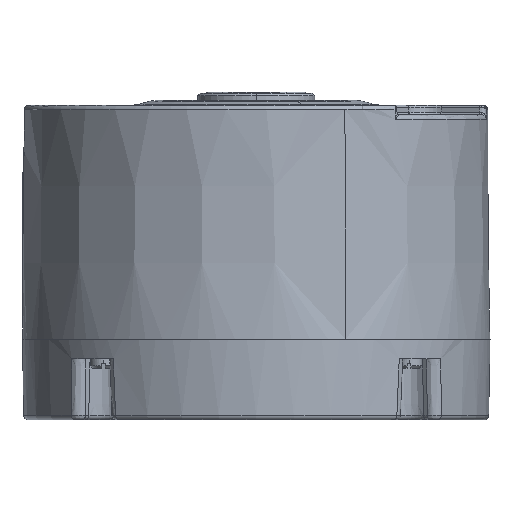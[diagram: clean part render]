
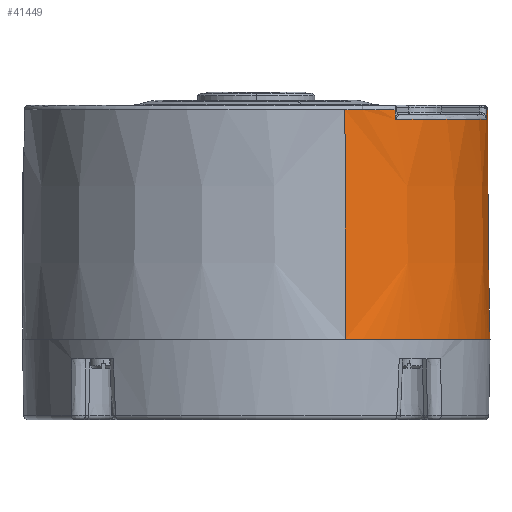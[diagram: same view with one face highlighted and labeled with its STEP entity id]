
A CAD part, front view. The second image highlights one B-rep face of the part: STEP entity #41449.
In plain terms, the highlighted conical face has half-angle 0.5 degrees and reference radius 49.531 mm.
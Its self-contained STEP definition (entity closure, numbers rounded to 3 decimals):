
#13470=CARTESIAN_POINT('',(29.62,-39.454,
-40.591));
#13492=CARTESIAN_POINT('',(29.542,-39.491,
-38.591));
#13516=CARTESIAN_POINT('',(0.,0.,-87.4));
#13517=DIRECTION('',(0.,0.,-1.));
#13518=DIRECTION('',(-0.383,0.924,0.));
#13519=AXIS2_PLACEMENT_3D('',#13516,#13517,#13518);
#13521=CARTESIAN_POINT('',(-15.09,47.4,-87.4));
#13522=CARTESIAN_POINT('',(-15.056,47.4,-86.239));
#13523=CARTESIAN_POINT('',(-14.989,47.4,-83.929));
#13524=CARTESIAN_POINT('',(-14.89,47.4,-80.495));
#13525=CARTESIAN_POINT('',(-14.824,47.4,-78.228));
#13526=CARTESIAN_POINT('',(-14.791,47.4,-77.1));
#13528=CARTESIAN_POINT('',(0.,0.,-77.1));
#13529=DIRECTION('',(0.,0.,-1.));
#13530=DIRECTION('',(-0.298,0.955,0.));
#13531=AXIS2_PLACEMENT_3D('',#13528,#13529,#13530);
#13533=CARTESIAN_POINT('',(14.791,47.4,-77.1));
#13534=CARTESIAN_POINT('',(14.824,47.4,-78.228));
#13535=CARTESIAN_POINT('',(14.89,47.4,-80.495));
#13536=CARTESIAN_POINT('',(14.989,47.4,-83.929));
#13537=CARTESIAN_POINT('',(15.056,47.4,-86.239));
#13538=CARTESIAN_POINT('',(15.09,47.4,-87.4));
#13540=CARTESIAN_POINT('',(0.,0.,-87.4));
#13541=DIRECTION('',(0.,0.,-1.));
#13542=DIRECTION('',(0.303,0.953,0.));
#13543=AXIS2_PLACEMENT_3D('',#13540,#13541,#13542);
#13545=DIRECTION('',(0.003,-0.008,-1.));
#13546=VECTOR('',#13545,48.811);
#13547=CARTESIAN_POINT('',(18.873,-45.564,
-38.591));
#13548=LINE('',#13547,#13546);
#13549=CARTESIAN_POINT('',(0.,0.,-38.591));
#13550=DIRECTION('',(0.,0.,1.));
#13551=DIRECTION('',(0.383,-0.924,0.));
#13552=AXIS2_PLACEMENT_3D('',#13549,#13550,#13551);
#13554=CARTESIAN_POINT('',(29.542,-39.491,
-38.591));
#13555=CARTESIAN_POINT('',(29.55,-39.487,
-38.813));
#13556=CARTESIAN_POINT('',(29.568,-39.479,
-39.258));
#13557=CARTESIAN_POINT('',(29.594,-39.466,
-39.924));
#13558=CARTESIAN_POINT('',(29.612,-39.458,
-40.369));
#13559=CARTESIAN_POINT('',(29.62,-39.454,
-40.591));
#13561=CARTESIAN_POINT('',(0.,0.,-40.591));
#13562=DIRECTION('',(0.,0.,1.));
#13563=DIRECTION('',(0.6,-0.8,0.));
#13564=AXIS2_PLACEMENT_3D('',#13561,#13562,#13563);
#13566=CARTESIAN_POINT('',(48.978,-5.925,
-40.591));
#13567=CARTESIAN_POINT('',(48.978,-5.915,
-40.369));
#13568=CARTESIAN_POINT('',(48.976,-5.896,
-39.924));
#13569=CARTESIAN_POINT('',(48.974,-5.867,
-39.258));
#13570=CARTESIAN_POINT('',(48.972,-5.848,
-38.813));
#13571=CARTESIAN_POINT('',(48.971,-5.838,
-38.591));
#13573=CARTESIAN_POINT('',(0.,0.,-38.591));
#13574=DIRECTION('',(0.,0.,1.));
#13575=DIRECTION('',(0.993,-0.118,0.));
#13576=AXIS2_PLACEMENT_3D('',#13573,#13574,#13575);
#13578=DIRECTION('',(-0.003,0.008,-1.));
#13579=VECTOR('',#13578,48.811);
#13580=CARTESIAN_POINT('',(-18.873,45.564,
-38.591));
#13581=LINE('',#13580,#13579);
#13608=CARTESIAN_POINT('',(48.978,-5.925,
-40.591));
#13753=CARTESIAN_POINT('',(48.971,-5.838,
-38.591));
#25760=CARTESIAN_POINT('',(-18.873,45.564,
-38.591));
#25761=CARTESIAN_POINT('',(18.873,-45.564,
-38.591));
#25762=VERTEX_POINT('',#25760);
#25763=VERTEX_POINT('',#25761);
#25765=VERTEX_POINT('',#13470);
#25791=VERTEX_POINT('',#13608);
#25793=VERTEX_POINT('',#13492);
#25819=VERTEX_POINT('',#13753);
#26517=CARTESIAN_POINT('',(-14.791,47.4,-77.1));
#26518=CARTESIAN_POINT('',(14.791,47.4,-77.1));
#26519=VERTEX_POINT('',#26517);
#26520=VERTEX_POINT('',#26518);
#27548=CARTESIAN_POINT('',(19.036,-45.957,
-87.4));
#27549=CARTESIAN_POINT('',(-19.036,45.957,
-87.4));
#27550=VERTEX_POINT('',#27548);
#27551=VERTEX_POINT('',#27549);
#27552=CARTESIAN_POINT('',(-15.09,47.4,-87.4));
#27553=VERTEX_POINT('',#27552);
#27554=CARTESIAN_POINT('',(15.09,47.4,-87.4));
#27555=VERTEX_POINT('',#27554);
#41425=CARTESIAN_POINT('',(0.,0.,-62.996));
#41426=DIRECTION('',(0.,0.,-1.));
#41427=DIRECTION('',(0.383,-0.924,0.));
#41428=AXIS2_PLACEMENT_3D('',#41425,#41426,#41427);
#41429=CONICAL_SURFACE('',#41428,49.531,0.5);
#41430=ORIENTED_EDGE('',*,*,#31225,.T.);
#41432=ORIENTED_EDGE('',*,*,#41431,.T.);
#41434=ORIENTED_EDGE('',*,*,#41433,.T.);
#41436=ORIENTED_EDGE('',*,*,#41435,.T.);
#41437=ORIENTED_EDGE('',*,*,#31221,.T.);
#41438=ORIENTED_EDGE('',*,*,#31179,.F.);
#41439=ORIENTED_EDGE('',*,*,#41414,.T.);
#41440=ORIENTED_EDGE('',*,*,#41355,.T.);
#41442=ORIENTED_EDGE('',*,*,#41441,.T.);
#41444=ORIENTED_EDGE('',*,*,#41443,.T.);
#41445=ORIENTED_EDGE('',*,*,#41417,.T.);
#41446=ORIENTED_EDGE('',*,*,#31175,.T.);
#41447=EDGE_LOOP('',(#41430,#41432,#41434,#41436,#41437,#41438,#41439,#41440,
#41442,#41444,#41445,#41446));
#41448=FACE_OUTER_BOUND('',#41447,.F.);
#13520=CIRCLE('',#13519,49.744);
#13527=B_SPLINE_CURVE_WITH_KNOTS('',3,(#13521,#13522,#13523,#13524,#13525,
#13526),.UNSPECIFIED.,.F.,.F.,(4,1,1,4),(0.,0.333,
0.667,1.),.UNSPECIFIED.);
#13532=CIRCLE('',#13531,49.654);
#13539=B_SPLINE_CURVE_WITH_KNOTS('',3,(#13533,#13534,#13535,#13536,#13537,
#13538),.UNSPECIFIED.,.F.,.F.,(4,1,1,4),(0.,0.333,
0.667,1.),.UNSPECIFIED.);
#13544=CIRCLE('',#13543,49.744);
#13553=CIRCLE('',#13552,49.318);
#13560=B_SPLINE_CURVE_WITH_KNOTS('',3,(#13554,#13555,#13556,#13557,#13558,
#13559),.UNSPECIFIED.,.F.,.F.,(4,1,1,4),(0.,0.333,
0.667,1.),.UNSPECIFIED.);
#13565=CIRCLE('',#13564,49.335);
#13572=B_SPLINE_CURVE_WITH_KNOTS('',3,(#13566,#13567,#13568,#13569,#13570,
#13571),.UNSPECIFIED.,.F.,.F.,(4,1,1,4),(0.,0.333,
0.667,1.),.UNSPECIFIED.);
#13577=CIRCLE('',#13576,49.318);
#31175=EDGE_CURVE('',#25762,#27551,#13581,.T.);
#31179=EDGE_CURVE('',#25763,#27550,#13548,.T.);
#31221=EDGE_CURVE('',#27555,#27550,#13544,.T.);
#31225=EDGE_CURVE('',#27551,#27553,#13520,.T.);
#41355=EDGE_CURVE('',#25793,#25765,#13560,.T.);
#41414=EDGE_CURVE('',#25763,#25793,#13553,.T.);
#41417=EDGE_CURVE('',#25819,#25762,#13577,.T.);
#41431=EDGE_CURVE('',#27553,#26519,#13527,.T.);
#41433=EDGE_CURVE('',#26519,#26520,#13532,.T.);
#41435=EDGE_CURVE('',#26520,#27555,#13539,.T.);
#41441=EDGE_CURVE('',#25765,#25791,#13565,.T.);
#41443=EDGE_CURVE('',#25791,#25819,#13572,.T.);
#41449=ADVANCED_FACE('',(#41448),#41429,.T.);
